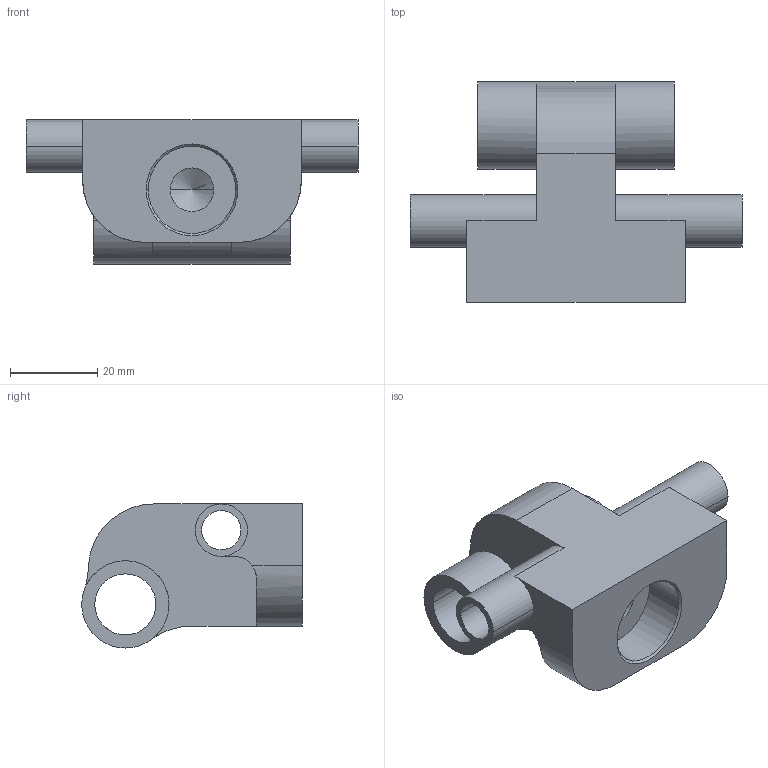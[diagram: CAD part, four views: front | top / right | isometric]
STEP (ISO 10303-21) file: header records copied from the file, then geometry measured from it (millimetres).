
FILE_DESCRIPTION(('CATIA V5 STEP Exchange'),'2;1');
FILE_NAME('pivot levier rs grN evo.stp','2023-11-26T16:15:08+00:00',('none'),('none'),'CATIA Version 5 Release 19 SP 2 (IN-10)','CATIA V5 STEP AP203','none');
FILE_SCHEMA(('CONFIG_CONTROL_DESIGN'));
Length unit declared in the file: millimetre
Products named in the file (1): Part2
Bounding box: 76 x 50.5 x 33 mm (x, y, z)
Volume: 34305.6 mm3; surface area: 15726.9 mm2
Topology: 1 solids, 1 shells, 46 faces, 147 edges, 103 vertices
Faces by surface type: cylinder 26, plane 16, cone 4
Entity records: 1590 total; most frequent: CARTESIAN_POINT 290, ORIENTED_EDGE 290, DIRECTION 209, EDGE_CURVE 145, AXIS2_PLACEMENT_3D 110, VERTEX_POINT 103, CIRCLE 76, VECTOR 67
